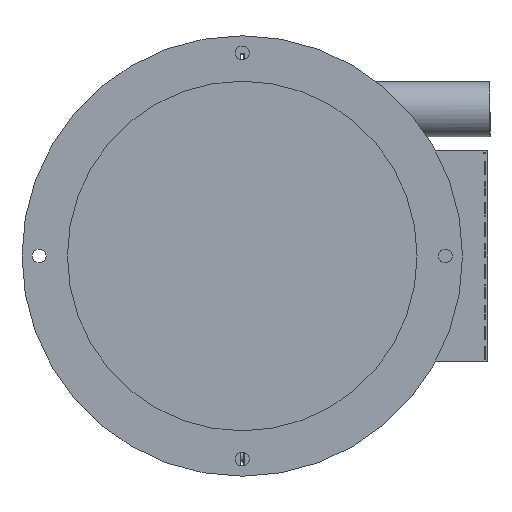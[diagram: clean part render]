
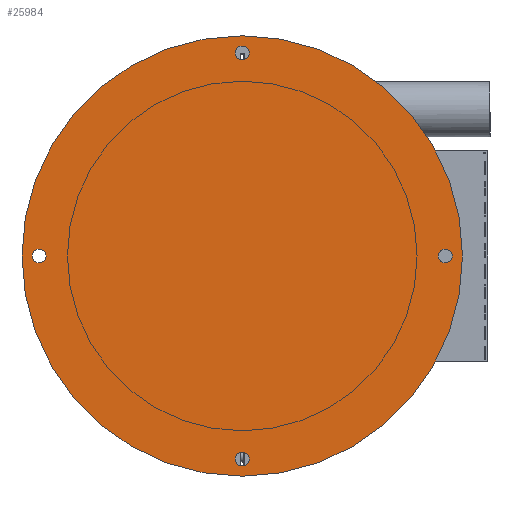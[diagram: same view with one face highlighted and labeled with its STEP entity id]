
A CAD part, front view. The second image highlights one B-rep face of the part: STEP entity #25984.
In plain terms, the highlighted planar face has unit normal (0, -1, 0).
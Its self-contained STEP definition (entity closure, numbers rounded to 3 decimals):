
#806=FACE_BOUND('',#4883,.T.);
#807=FACE_BOUND('',#4884,.T.);
#808=FACE_BOUND('',#4885,.T.);
#809=FACE_BOUND('',#4886,.T.);
#3281=FACE_OUTER_BOUND('',#4882,.T.);
#4882=EDGE_LOOP('',(#22211,#22212));
#4883=EDGE_LOOP('',(#22213));
#4884=EDGE_LOOP('',(#22214));
#4885=EDGE_LOOP('',(#22215));
#4886=EDGE_LOOP('',(#22216));
#9172=CIRCLE('',#28853,0.5);
#9174=CIRCLE('',#28856,0.5);
#9176=CIRCLE('',#28859,0.5);
#9178=CIRCLE('',#28862,0.5);
#9199=CIRCLE('',#28899,16.);
#9200=CIRCLE('',#28900,16.);
#11428=VERTEX_POINT('',#56506);
#11430=VERTEX_POINT('',#56512);
#11432=VERTEX_POINT('',#56518);
#11434=VERTEX_POINT('',#56524);
#11456=VERTEX_POINT('',#56733);
#11457=VERTEX_POINT('',#56734);
#15030=EDGE_CURVE('',#11428,#11428,#9172,.T.);
#15033=EDGE_CURVE('',#11430,#11430,#9174,.T.);
#15036=EDGE_CURVE('',#11432,#11432,#9176,.T.);
#15039=EDGE_CURVE('',#11434,#11434,#9178,.T.);
#15069=EDGE_CURVE('',#11456,#11457,#9199,.T.);
#15070=EDGE_CURVE('',#11457,#11456,#9200,.T.);
#22211=ORIENTED_EDGE('',*,*,#15069,.T.);
#22212=ORIENTED_EDGE('',*,*,#15070,.T.);
#22213=ORIENTED_EDGE('',*,*,#15030,.T.);
#22214=ORIENTED_EDGE('',*,*,#15033,.T.);
#22215=ORIENTED_EDGE('',*,*,#15036,.T.);
#22216=ORIENTED_EDGE('',*,*,#15039,.T.);
#23072=PLANE('',#28901);
#25984=ADVANCED_FACE('',(#3281,#806,#807,#808,#809),#23072,.T.);
#28853=AXIS2_PLACEMENT_3D('',#56508,#35616,#35617);
#28856=AXIS2_PLACEMENT_3D('',#56514,#35623,#35624);
#28859=AXIS2_PLACEMENT_3D('',#56520,#35630,#35631);
#28862=AXIS2_PLACEMENT_3D('',#56526,#35637,#35638);
#28899=AXIS2_PLACEMENT_3D('',#56735,#35716,#35717);
#28900=AXIS2_PLACEMENT_3D('',#56736,#35718,#35719);
#28901=AXIS2_PLACEMENT_3D('',#56738,#35721,#35722);
#35616=DIRECTION('center_axis',(0.,1.,0.));
#35617=DIRECTION('ref_axis',(-1.,0.,0.));
#35623=DIRECTION('center_axis',(0.,1.,0.));
#35624=DIRECTION('ref_axis',(-1.,0.,0.));
#35630=DIRECTION('center_axis',(0.,1.,0.));
#35631=DIRECTION('ref_axis',(-1.,0.,0.));
#35637=DIRECTION('center_axis',(0.,1.,0.));
#35638=DIRECTION('ref_axis',(-1.,0.,0.));
#35716=DIRECTION('center_axis',(0.,-1.,0.));
#35717=DIRECTION('ref_axis',(1.,0.,0.));
#35718=DIRECTION('center_axis',(0.,-1.,0.));
#35719=DIRECTION('ref_axis',(1.,0.,0.));
#35721=DIRECTION('center_axis',(0.,-1.,0.));
#35722=DIRECTION('ref_axis',(0.,0.,
-1.));
#56506=CARTESIAN_POINT('',(-48.581,-7.417,14.522));
#56508=CARTESIAN_POINT('Origin',(-49.081,-7.417,14.522));
#56512=CARTESIAN_POINT('',(-48.581,-7.417,-14.978));
#56514=CARTESIAN_POINT('Origin',(-49.081,-7.417,-14.978));
#56518=CARTESIAN_POINT('',(-63.331,-7.417,-0.228));
#56520=CARTESIAN_POINT('Origin',(-63.831,-7.417,-0.228));
#56524=CARTESIAN_POINT('',(-33.831,-7.417,-0.228));
#56526=CARTESIAN_POINT('Origin',(-34.331,-7.417,-0.228));
#56733=CARTESIAN_POINT('',(-33.081,-7.417,-0.228));
#56734=CARTESIAN_POINT('',(-65.081,-7.417,-0.228));
#56735=CARTESIAN_POINT('Origin',(-49.081,-7.417,-0.228));
#56736=CARTESIAN_POINT('Origin',(-49.081,-7.417,-0.228));
#56738=CARTESIAN_POINT('Origin',(-49.081,-7.417,-0.228));
